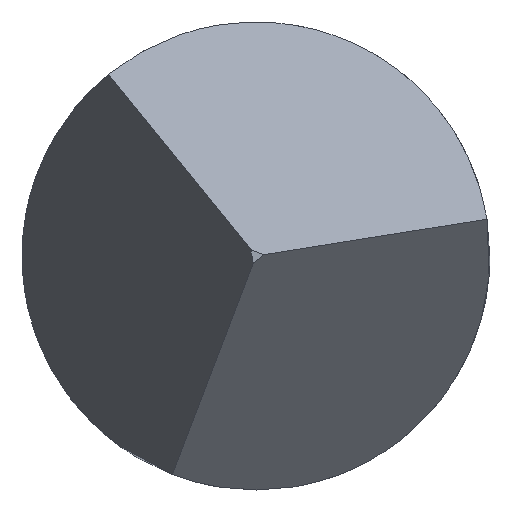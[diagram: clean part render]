
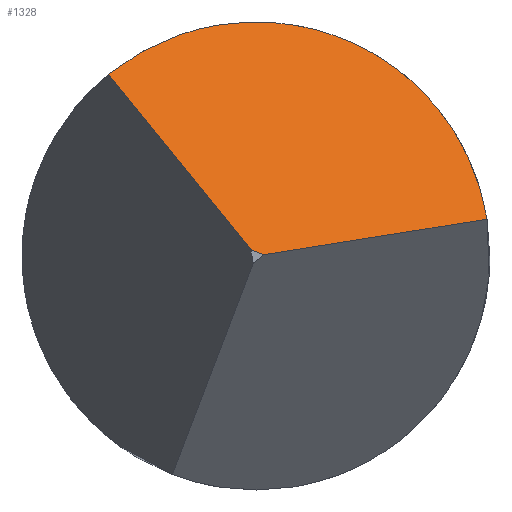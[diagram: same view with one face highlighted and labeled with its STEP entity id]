
A CAD part, left-side view. The second image highlights one B-rep face of the part: STEP entity #1328.
In plain terms, the highlighted planar face has unit normal (-0.5, -0.31, 0.809).
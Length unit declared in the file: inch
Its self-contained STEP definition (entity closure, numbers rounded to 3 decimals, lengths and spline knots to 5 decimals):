
#21 = AXIS2_PLACEMENT_3D ( 'NONE', #340, #1279, #1282 ) ;
#42 = VERTEX_POINT ( 'NONE', #321 ) ;
#55 = VERTEX_POINT ( 'NONE', #1354 ) ;
#76 = VERTEX_POINT ( 'NONE', #692 ) ;
#108 = CARTESIAN_POINT ( 'NONE',  ( -0.51843, 0.3165, -0.05044 ) ) ;
#115 = FACE_OUTER_BOUND ( 'NONE', #1502, .T. ) ;
#134 = LINE ( 'NONE', #108, #150 ) ;
#137 = VERTEX_POINT ( 'NONE', #626 ) ;
#146 = ORIENTED_EDGE ( 'NONE', *, *, #360, .F. ) ;
#150 = VECTOR ( 'NONE', #1447, 39.37008 ) ;
#190 =( BOUNDED_CURVE ( )  B_SPLINE_CURVE ( 3, ( #277, #1373, #1217, #254 ),
 .UNSPECIFIED., .F., .T. ) 
 B_SPLINE_CURVE_WITH_KNOTS ( ( 4, 4 ),
 ( 2.61799, 4.18879 ),
 .UNSPECIFIED. ) 
 CURVE ( )  GEOMETRIC_REPRESENTATION_ITEM ( )  RATIONAL_B_SPLINE_CURVE ( ( 1., 0.805, 0.805, 1. ) ) 
 REPRESENTATION_ITEM ( '' )  );
#254 = CARTESIAN_POINT ( 'NONE',  ( -0.21489, -0.02963, 0.00472 ) ) ;
#277 = CARTESIAN_POINT ( 'NONE',  ( -0.19587, 0.00472, 0.02963 ) ) ;
#321 = CARTESIAN_POINT ( 'NONE',  ( -0.21489, 0.0189, 0.0233 ) ) ;
#340 = CARTESIAN_POINT ( 'NONE',  ( -0.24, -0.60611, -0.23146 ) ) ;
#351 = CARTESIAN_POINT ( 'NONE',  ( 0.03768, 0.20266, 0.24977 ) ) ;
#360 = EDGE_CURVE ( 'NONE', #55, #76, #190, .T. ) ;
#376 = EDGE_CURVE ( 'NONE', #1112, #137, #690, .T. ) ;
#407 = DIRECTION ( 'NONE',  ( 0.655, 0.476, 0.587 ) ) ;
#409 = EDGE_CURVE ( 'NONE', #137, #42, #624, .T. ) ;
#433 = EDGE_CURVE ( 'NONE', #76, #1112, #134, .T. ) ;
#451 =( BOUNDED_CURVE ( )  B_SPLINE_CURVE ( 3, ( #1401, #1417, #1453, #1454 ),
 .UNSPECIFIED., .F., .F. ) 
 B_SPLINE_CURVE_WITH_KNOTS ( ( 4, 4 ),
 ( 2.0944, 2.61799 ),
 .UNSPECIFIED. ) 
 CURVE ( )  GEOMETRIC_REPRESENTATION_ITEM ( )  RATIONAL_B_SPLINE_CURVE ( ( 1., 0.977, 0.977, 1. ) ) 
 REPRESENTATION_ITEM ( '' )  );
#495 = ORIENTED_EDGE ( 'NONE', *, *, #376, .F. ) ;
#624 = LINE ( 'NONE', #351, #671 ) ;
#626 = CARTESIAN_POINT ( 'NONE',  ( -0.24, 0.00063, 0.00078 ) ) ;
#633 = ORIENTED_EDGE ( 'NONE', *, *, #1542, .F. ) ;
#671 = VECTOR ( 'NONE', #407, 39.37008 ) ;
#690 = LINE ( 'NONE', #1243, #1090 ) ;
#692 = CARTESIAN_POINT ( 'NONE',  ( -0.21489, -0.02963, 0.00472 ) ) ;
#1035 = CARTESIAN_POINT ( 'NONE',  ( -0.24, -0.00099, 0.00016 ) ) ;
#1090 = VECTOR ( 'NONE', #1268, 39.37008 ) ;
#1112 = VERTEX_POINT ( 'NONE', #1035 ) ;
#1171 = PLANE ( 'NONE',  #21 ) ;
#1217 = CARTESIAN_POINT ( 'NONE',  ( -0.18852, -0.02686, 0.02208 ) ) ;
#1243 = CARTESIAN_POINT ( 'NONE',  ( -0.24, -0.60611, -0.23146 ) ) ;
#1268 = DIRECTION ( 'NONE',  ( 0., 0.934, 0.357 ) ) ;
#1279 = DIRECTION ( 'NONE',  ( -0.5, -0.31, 0.809 ) ) ;
#1282 = DIRECTION ( 'NONE',  ( 0.832, 0.087, 0.548 ) ) ;
#1310 = ORIENTED_EDGE ( 'NONE', *, *, #433, .F. ) ;
#1328 = ADVANCED_FACE ( 'NONE', ( #115 ), #1171, .T. ) ;
#1354 = CARTESIAN_POINT ( 'NONE',  ( -0.19587, 0.00472, 0.02963 ) ) ;
#1373 = CARTESIAN_POINT ( 'NONE',  ( -0.18065, -0.01263, 0.03239 ) ) ;
#1401 = CARTESIAN_POINT ( 'NONE',  ( -0.21489, 0.0189, 0.0233 ) ) ;
#1417 = CARTESIAN_POINT ( 'NONE',  ( -0.20694, 0.01479, 0.02663 ) ) ;
#1447 = DIRECTION ( 'NONE',  ( -0.655, 0.747, -0.119 ) ) ;
#1453 = CARTESIAN_POINT ( 'NONE',  ( -0.20045, 0.00995, 0.02879 ) ) ;
#1454 = CARTESIAN_POINT ( 'NONE',  ( -0.19587, 0.00472, 0.02963 ) ) ;
#1502 = EDGE_LOOP ( 'NONE', ( #1520, #495, #1310, #146, #633 ) ) ;
#1520 = ORIENTED_EDGE ( 'NONE', *, *, #409, .F. ) ;
#1542 = EDGE_CURVE ( 'NONE', #42, #55, #451, .T. ) ;
